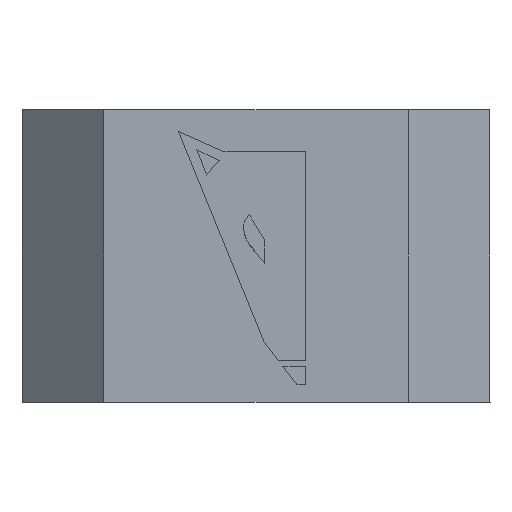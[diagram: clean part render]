
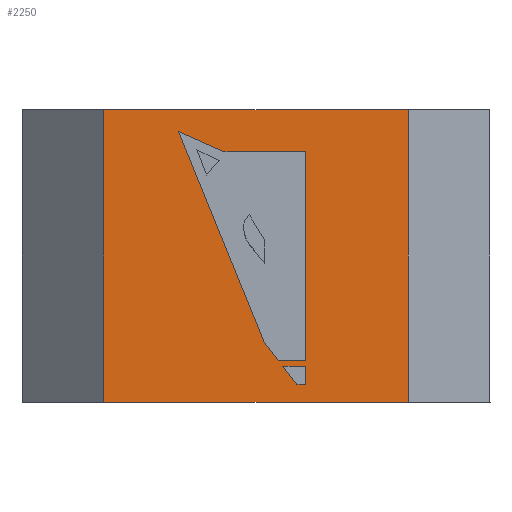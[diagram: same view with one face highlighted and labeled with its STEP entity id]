
A CAD part, front view. The second image highlights one B-rep face of the part: STEP entity #2250.
In plain terms, the highlighted planar face has unit normal (0, -1, 0).
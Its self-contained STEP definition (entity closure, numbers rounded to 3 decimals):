
#41=FACE_BOUND('',#343,.T.);
#42=FACE_BOUND('',#344,.T.);
#103=PLANE('',#2390);
#212=FACE_OUTER_BOUND('',#342,.T.);
#342=EDGE_LOOP('',(#1666,#1667,#1668,#1669));
#343=EDGE_LOOP('',(#1670,#1671,#1672,#1673));
#344=EDGE_LOOP('',(#1674,#1675,#1676,#1677,#1678,#1679));
#492=LINE('',#3544,#770);
#494=LINE('',#3548,#772);
#496=LINE('',#3552,#774);
#498=LINE('',#3556,#776);
#500=LINE('',#3560,#778);
#502=LINE('',#3563,#780);
#508=LINE('',#3577,#786);
#509=LINE('',#3579,#787);
#510=LINE('',#3581,#788);
#511=LINE('',#3582,#789);
#512=LINE('',#3585,#790);
#513=LINE('',#3587,#791);
#514=LINE('',#3589,#792);
#515=LINE('',#3590,#793);
#770=VECTOR('',#2546,10.);
#772=VECTOR('',#2550,10.);
#774=VECTOR('',#2554,10.);
#776=VECTOR('',#2558,10.);
#778=VECTOR('',#2562,10.);
#780=VECTOR('',#2566,10.);
#786=VECTOR('',#2578,10.);
#787=VECTOR('',#2579,10.);
#788=VECTOR('',#2580,10.);
#789=VECTOR('',#2581,10.);
#790=VECTOR('',#2582,10.);
#791=VECTOR('',#2583,10.);
#792=VECTOR('',#2584,10.);
#793=VECTOR('',#2585,10.);
#1053=VERTEX_POINT('',#3541);
#1054=VERTEX_POINT('',#3543);
#1055=VERTEX_POINT('',#3547);
#1056=VERTEX_POINT('',#3551);
#1057=VERTEX_POINT('',#3555);
#1058=VERTEX_POINT('',#3559);
#1062=VERTEX_POINT('',#3575);
#1063=VERTEX_POINT('',#3576);
#1064=VERTEX_POINT('',#3578);
#1065=VERTEX_POINT('',#3580);
#1066=VERTEX_POINT('',#3583);
#1067=VERTEX_POINT('',#3584);
#1068=VERTEX_POINT('',#3586);
#1069=VERTEX_POINT('',#3588);
#1281=EDGE_CURVE('',#1054,#1053,#492,.T.);
#1283=EDGE_CURVE('',#1055,#1054,#494,.T.);
#1285=EDGE_CURVE('',#1056,#1055,#496,.T.);
#1287=EDGE_CURVE('',#1057,#1056,#498,.T.);
#1289=EDGE_CURVE('',#1058,#1057,#500,.T.);
#1291=EDGE_CURVE('',#1053,#1058,#502,.T.);
#1297=EDGE_CURVE('',#1062,#1063,#508,.T.);
#1298=EDGE_CURVE('',#1062,#1064,#509,.T.);
#1299=EDGE_CURVE('',#1065,#1064,#510,.T.);
#1300=EDGE_CURVE('',#1063,#1065,#511,.T.);
#1301=EDGE_CURVE('',#1066,#1067,#512,.T.);
#1302=EDGE_CURVE('',#1067,#1068,#513,.T.);
#1303=EDGE_CURVE('',#1068,#1069,#514,.T.);
#1304=EDGE_CURVE('',#1069,#1066,#515,.T.);
#1666=ORIENTED_EDGE('',*,*,#1297,.F.);
#1667=ORIENTED_EDGE('',*,*,#1298,.T.);
#1668=ORIENTED_EDGE('',*,*,#1299,.F.);
#1669=ORIENTED_EDGE('',*,*,#1300,.F.);
#1670=ORIENTED_EDGE('',*,*,#1301,.T.);
#1671=ORIENTED_EDGE('',*,*,#1302,.T.);
#1672=ORIENTED_EDGE('',*,*,#1303,.T.);
#1673=ORIENTED_EDGE('',*,*,#1304,.T.);
#1674=ORIENTED_EDGE('',*,*,#1291,.T.);
#1675=ORIENTED_EDGE('',*,*,#1289,.T.);
#1676=ORIENTED_EDGE('',*,*,#1287,.T.);
#1677=ORIENTED_EDGE('',*,*,#1285,.T.);
#1678=ORIENTED_EDGE('',*,*,#1283,.T.);
#1679=ORIENTED_EDGE('',*,*,#1281,.T.);
#2250=ADVANCED_FACE('',(#212,#41,#42),#103,.F.);
#2390=AXIS2_PLACEMENT_3D('',#3574,#2576,#2577);
#2546=DIRECTION('',(-1.,0.,0.));
#2550=DIRECTION('',(0.,0.,-1.));
#2554=DIRECTION('',(1.,0.,0.));
#2558=DIRECTION('',(0.914,0.,-0.405));
#2562=DIRECTION('',(-0.377,0.,0.926));
#2566=DIRECTION('',(-0.612,0.,0.791));
#2576=DIRECTION('center_axis',(0.,1.,0.));
#2577=DIRECTION('ref_axis',(0.,0.,1.));
#2578=DIRECTION('',(-1.,0.,0.));
#2579=DIRECTION('',(0.,0.,1.));
#2580=DIRECTION('',(1.,0.,0.));
#2581=DIRECTION('',(0.,0.,1.));
#2582=DIRECTION('',(-0.612,0.,0.791));
#2583=DIRECTION('',(1.,0.,0.));
#2584=DIRECTION('',(0.,0.,-1.));
#2585=DIRECTION('',(-1.,0.,0.));
#3541=CARTESIAN_POINT('',(1.92,-13.79,3.556));
#3543=CARTESIAN_POINT('',(4.25,-13.79,3.556));
#3544=CARTESIAN_POINT('',(2.116,-13.79,3.556));
#3547=CARTESIAN_POINT('',(4.25,-13.79,21.421));
#3548=CARTESIAN_POINT('',(4.25,-13.79,11.152));
#3551=CARTESIAN_POINT('',(-2.737,-13.79,21.421));
#3552=CARTESIAN_POINT('',(0.951,-13.79,21.421));
#3555=CARTESIAN_POINT('',(-6.629,-13.79,23.145));
#3556=CARTESIAN_POINT('',(0.062,-13.79,20.181));
#3559=CARTESIAN_POINT('',(0.718,-13.79,5.11));
#3560=CARTESIAN_POINT('',(-1.91,-13.79,11.562));
#3563=CARTESIAN_POINT('',(-0.04,-13.79,6.091));
#3574=CARTESIAN_POINT('Origin',(1.146,-13.79,9.816));
#3575=CARTESIAN_POINT('',(13.,-13.79,0.));
#3576=CARTESIAN_POINT('',(-13.,-13.79,0.));
#3577=CARTESIAN_POINT('',(0.573,-13.79,0.));
#3578=CARTESIAN_POINT('',(13.,-13.79,25.));
#3579=CARTESIAN_POINT('',(13.,-13.79,11.158));
#3580=CARTESIAN_POINT('',(-13.,-13.79,25.));
#3581=CARTESIAN_POINT('',(0.573,-13.79,25.));
#3582=CARTESIAN_POINT('',(-13.,-13.79,11.158));
#3583=CARTESIAN_POINT('',(3.494,-13.79,1.52));
#3584=CARTESIAN_POINT('',(2.285,-13.79,3.084));
#3585=CARTESIAN_POINT('',(0.746,-13.79,5.075));
#3586=CARTESIAN_POINT('',(4.25,-13.79,3.084));
#3587=CARTESIAN_POINT('',(2.207,-13.79,3.084));
#3588=CARTESIAN_POINT('',(4.25,-13.79,1.52));
#3589=CARTESIAN_POINT('',(4.25,-13.79,6.059));
#3590=CARTESIAN_POINT('',(2.509,-13.79,1.52));
